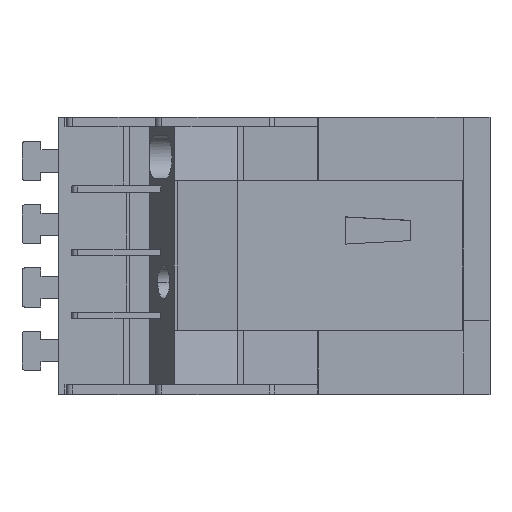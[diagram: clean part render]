
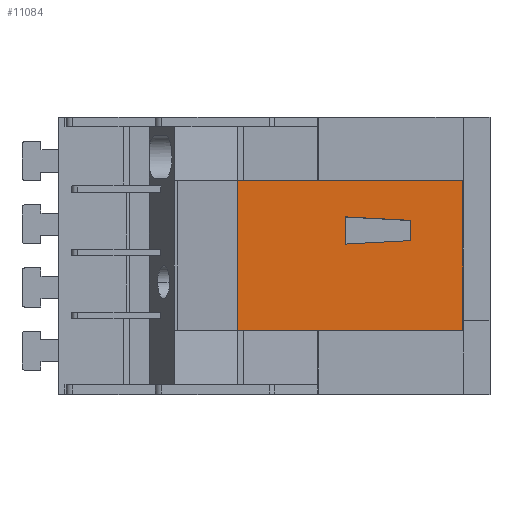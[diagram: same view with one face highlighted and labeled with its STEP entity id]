
A CAD part, top view. The second image highlights one B-rep face of the part: STEP entity #11084.
In plain terms, the highlighted planar face has unit normal (0, 0, 1).
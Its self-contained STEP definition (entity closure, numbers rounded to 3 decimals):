
#144 = CARTESIAN_POINT ( 'NONE',  ( 43.45, 11.875, 36.375 ) ) ;
#666 = CARTESIAN_POINT ( 'NONE',  ( 0., 0., 36.375 ) ) ;
#1158 = VECTOR ( 'NONE', #21682, 1000. ) ;
#1616 = CARTESIAN_POINT ( 'NONE',  ( 35.25, 2.375, 36.375 ) ) ;
#1698 = ORIENTED_EDGE ( 'NONE', *, *, #19628, .F. ) ;
#2490 = LINE ( 'NONE', #19564, #19930 ) ;
#2670 = CARTESIAN_POINT ( 'NONE',  ( 7.8, 11.875, 36.375 ) ) ;
#2790 = DIRECTION ( 'NONE',  ( 0., -1., 0. ) ) ;
#2844 = EDGE_CURVE ( 'NONE', #9805, #24165, #3024, .T. ) ;
#3024 = LINE ( 'NONE', #3879, #17136 ) ;
#3415 = VECTOR ( 'NONE', #11554, 1000. ) ;
#3544 = FACE_OUTER_BOUND ( 'NONE', #11973, .T. ) ;
#3556 = DIRECTION ( 'NONE',  ( 1., 0., 0. ) ) ;
#3654 = CARTESIAN_POINT ( 'NONE',  ( 24.85, 6.125, 36.375 ) ) ;
#3720 = LINE ( 'NONE', #23245, #3415 ) ;
#3726 = VERTEX_POINT ( 'NONE', #144 ) ;
#3879 = CARTESIAN_POINT ( 'NONE',  ( 24.85, 1.825, 36.375 ) ) ;
#3924 = LINE ( 'NONE', #17988, #23802 ) ;
#4152 = FACE_BOUND ( 'NONE', #19736, .T. ) ;
#4491 = EDGE_CURVE ( 'NONE', #5726, #14511, #10170, .T. ) ;
#4791 = LINE ( 'NONE', #20124, #23734 ) ;
#5463 = DIRECTION ( 'NONE',  ( -0.999, 0.053, 0. ) ) ;
#5660 = VECTOR ( 'NONE', #3556, 1000. ) ;
#5726 = VERTEX_POINT ( 'NONE', #18172 ) ;
#5741 = CARTESIAN_POINT ( 'NONE',  ( 7.8, -11.825, 36.375 ) ) ;
#6956 = AXIS2_PLACEMENT_3D ( 'NONE', #666, #20078, #10491 ) ;
#7330 = CARTESIAN_POINT ( 'NONE',  ( 24.85, 6.125, 36.375 ) ) ;
#7896 = DIRECTION ( 'NONE',  ( 0., -1., 0. ) ) ;
#8299 = CARTESIAN_POINT ( 'NONE',  ( 24.85, 1.825, 36.375 ) ) ;
#8618 = ORIENTED_EDGE ( 'NONE', *, *, #13979, .T. ) ;
#8818 = CARTESIAN_POINT ( 'NONE',  ( 35.25, 5.575, 36.375 ) ) ;
#9113 = ORIENTED_EDGE ( 'NONE', *, *, #18905, .F. ) ;
#9500 = ORIENTED_EDGE ( 'NONE', *, *, #2844, .F. ) ;
#9805 = VERTEX_POINT ( 'NONE', #8299 ) ;
#10170 = LINE ( 'NONE', #5741, #5660 ) ;
#10491 = DIRECTION ( 'NONE',  ( -1., 0., 0. ) ) ;
#11081 = EDGE_CURVE ( 'NONE', #14511, #3726, #17065, .T. ) ;
#11084 = ADVANCED_FACE ( 'NONE', ( #4152, #3544 ), #16030, .F. ) ;
#11554 = DIRECTION ( 'NONE',  ( 0., 1., 0. ) ) ;
#11973 = EDGE_LOOP ( 'NONE', ( #8618, #18579, #13052, #21383 ) ) ;
#12031 = CARTESIAN_POINT ( 'NONE',  ( 43.45, -11.825, 36.375 ) ) ;
#12315 = EDGE_CURVE ( 'NONE', #3726, #14982, #3924, .T. ) ;
#12397 = ORIENTED_EDGE ( 'NONE', *, *, #19424, .F. ) ;
#13052 = ORIENTED_EDGE ( 'NONE', *, *, #11081, .T. ) ;
#13979 = EDGE_CURVE ( 'NONE', #14982, #5726, #4791, .T. ) ;
#14224 = VECTOR ( 'NONE', #5463, 1000. ) ;
#14511 = VERTEX_POINT ( 'NONE', #12031 ) ;
#14982 = VERTEX_POINT ( 'NONE', #2670 ) ;
#16030 = PLANE ( 'NONE',  #6956 ) ;
#17065 = LINE ( 'NONE', #23950, #1158 ) ;
#17136 = VECTOR ( 'NONE', #21198, 1000. ) ;
#17736 = DIRECTION ( 'NONE',  ( -1., 0., 0. ) ) ;
#17988 = CARTESIAN_POINT ( 'NONE',  ( 7.8, 11.875, 36.375 ) ) ;
#18165 = VERTEX_POINT ( 'NONE', #8818 ) ;
#18172 = CARTESIAN_POINT ( 'NONE',  ( 7.8, -11.825, 36.375 ) ) ;
#18579 = ORIENTED_EDGE ( 'NONE', *, *, #4491, .T. ) ;
#18905 = EDGE_CURVE ( 'NONE', #24165, #18165, #3720, .T. ) ;
#19424 = EDGE_CURVE ( 'NONE', #18165, #24563, #20548, .T. ) ;
#19564 = CARTESIAN_POINT ( 'NONE',  ( 24.85, 1.825, 36.375 ) ) ;
#19628 = EDGE_CURVE ( 'NONE', #24563, #9805, #2490, .T. ) ;
#19736 = EDGE_LOOP ( 'NONE', ( #9113, #9500, #1698, #12397 ) ) ;
#19930 = VECTOR ( 'NONE', #7896, 1000. ) ;
#20078 = DIRECTION ( 'NONE',  ( 0., 0., -1. ) ) ;
#20124 = CARTESIAN_POINT ( 'NONE',  ( 7.8, -11.825, 36.375 ) ) ;
#20548 = LINE ( 'NONE', #7330, #14224 ) ;
#21198 = DIRECTION ( 'NONE',  ( 0.999, 0.053, 0. ) ) ;
#21383 = ORIENTED_EDGE ( 'NONE', *, *, #12315, .T. ) ;
#21682 = DIRECTION ( 'NONE',  ( 0., 1., 0. ) ) ;
#23245 = CARTESIAN_POINT ( 'NONE',  ( 35.25, 2.375, 36.375 ) ) ;
#23734 = VECTOR ( 'NONE', #2790, 1000. ) ;
#23802 = VECTOR ( 'NONE', #17736, 1000. ) ;
#23950 = CARTESIAN_POINT ( 'NONE',  ( 43.45, -11.825, 36.375 ) ) ;
#24165 = VERTEX_POINT ( 'NONE', #1616 ) ;
#24563 = VERTEX_POINT ( 'NONE', #3654 ) ;
